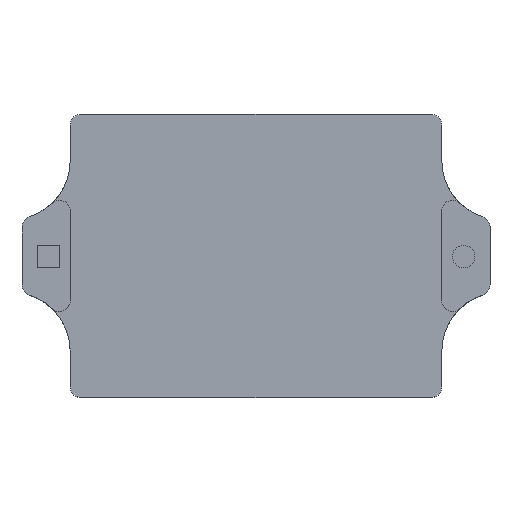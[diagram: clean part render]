
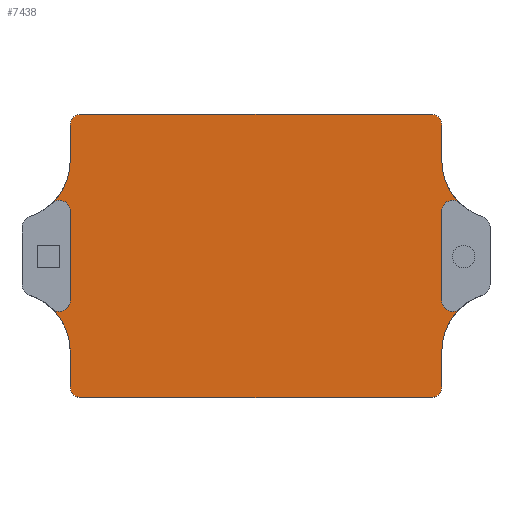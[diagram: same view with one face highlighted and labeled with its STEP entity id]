
A CAD part, top view. The second image highlights one B-rep face of the part: STEP entity #7438.
In plain terms, the highlighted planar face has unit normal (0, 0, 1).
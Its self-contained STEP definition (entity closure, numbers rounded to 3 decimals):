
#822=PLANE('',#7873);
#964=FACE_OUTER_BOUND('',#1382,.T.);
#1382=EDGE_LOOP('',(#5066,#5067,#5068,#5069,#5070,#5071,#5072,#5073,#5074,
#5075,#5076,#5077,#5078,#5079,#5080,#5081,#5082,#5083,#5084,#5085,#5086));
#1824=LINE('',#9109,#2440);
#1825=LINE('',#9113,#2441);
#1826=LINE('',#9119,#2442);
#1827=LINE('',#9121,#2443);
#1828=LINE('',#9123,#2444);
#1829=LINE('',#9127,#2445);
#1830=LINE('',#9131,#2446);
#1831=LINE('',#9135,#2447);
#1832=LINE('',#9141,#2448);
#1833=LINE('',#9146,#2449);
#2440=VECTOR('',#8086,10.);
#2441=VECTOR('',#8089,10.);
#2442=VECTOR('',#8094,10.);
#2443=VECTOR('',#8095,10.);
#2444=VECTOR('',#8096,10.);
#2445=VECTOR('',#8099,10.);
#2446=VECTOR('',#8102,10.);
#2447=VECTOR('',#8105,10.);
#2448=VECTOR('',#8110,10.);
#2449=VECTOR('',#8115,10.);
#3055=CIRCLE('',#7872,1.);
#3056=CIRCLE('',#7874,1.);
#3057=CIRCLE('',#7875,5.5);
#3058=CIRCLE('',#7876,1.);
#3059=CIRCLE('',#7877,5.5);
#3060=CIRCLE('',#7878,1.);
#3061=CIRCLE('',#7879,1.);
#3062=CIRCLE('',#7880,5.5);
#3063=CIRCLE('',#7881,1.);
#3064=CIRCLE('',#7882,1.);
#3065=CIRCLE('',#7883,5.5);
#3099=VERTEX_POINT('',#9102);
#3100=VERTEX_POINT('',#9104);
#3101=VERTEX_POINT('',#9108);
#3102=VERTEX_POINT('',#9110);
#3103=VERTEX_POINT('',#9112);
#3104=VERTEX_POINT('',#9114);
#3105=VERTEX_POINT('',#9116);
#3106=VERTEX_POINT('',#9118);
#3107=VERTEX_POINT('',#9120);
#3108=VERTEX_POINT('',#9122);
#3109=VERTEX_POINT('',#9124);
#3110=VERTEX_POINT('',#9126);
#3111=VERTEX_POINT('',#9128);
#3112=VERTEX_POINT('',#9130);
#3113=VERTEX_POINT('',#9132);
#3114=VERTEX_POINT('',#9134);
#3115=VERTEX_POINT('',#9136);
#3116=VERTEX_POINT('',#9138);
#3117=VERTEX_POINT('',#9140);
#3118=VERTEX_POINT('',#9142);
#3119=VERTEX_POINT('',#9144);
#3885=EDGE_CURVE('',#3099,#3100,#3055,.T.);
#3887=EDGE_CURVE('',#3101,#3099,#1824,.T.);
#3888=EDGE_CURVE('',#3102,#3101,#3056,.T.);
#3889=EDGE_CURVE('',#3103,#3102,#1825,.T.);
#3890=EDGE_CURVE('',#3103,#3104,#3057,.T.);
#3891=EDGE_CURVE('',#3104,#3105,#3058,.T.);
#3892=EDGE_CURVE('',#3106,#3105,#1826,.T.);
#3893=EDGE_CURVE('',#3106,#3107,#1827,.T.);
#3894=EDGE_CURVE('',#3107,#3108,#1828,.T.);
#3895=EDGE_CURVE('',#3108,#3109,#3059,.T.);
#3896=EDGE_CURVE('',#3110,#3109,#1829,.T.);
#3897=EDGE_CURVE('',#3111,#3110,#3060,.T.);
#3898=EDGE_CURVE('',#3112,#3111,#1830,.T.);
#3899=EDGE_CURVE('',#3113,#3112,#3061,.T.);
#3900=EDGE_CURVE('',#3114,#3113,#1831,.T.);
#3901=EDGE_CURVE('',#3114,#3115,#3062,.T.);
#3902=EDGE_CURVE('',#3115,#3116,#3063,.T.);
#3903=EDGE_CURVE('',#3117,#3116,#1832,.T.);
#3904=EDGE_CURVE('',#3118,#3117,#3064,.F.);
#3905=EDGE_CURVE('',#3118,#3119,#3065,.T.);
#3906=EDGE_CURVE('',#3100,#3119,#1833,.T.);
#5066=ORIENTED_EDGE('',*,*,#3885,.F.);
#5067=ORIENTED_EDGE('',*,*,#3887,.F.);
#5068=ORIENTED_EDGE('',*,*,#3888,.F.);
#5069=ORIENTED_EDGE('',*,*,#3889,.F.);
#5070=ORIENTED_EDGE('',*,*,#3890,.T.);
#5071=ORIENTED_EDGE('',*,*,#3891,.T.);
#5072=ORIENTED_EDGE('',*,*,#3892,.F.);
#5073=ORIENTED_EDGE('',*,*,#3893,.T.);
#5074=ORIENTED_EDGE('',*,*,#3894,.T.);
#5075=ORIENTED_EDGE('',*,*,#3895,.T.);
#5076=ORIENTED_EDGE('',*,*,#3896,.F.);
#5077=ORIENTED_EDGE('',*,*,#3897,.F.);
#5078=ORIENTED_EDGE('',*,*,#3898,.F.);
#5079=ORIENTED_EDGE('',*,*,#3899,.F.);
#5080=ORIENTED_EDGE('',*,*,#3900,.F.);
#5081=ORIENTED_EDGE('',*,*,#3901,.T.);
#5082=ORIENTED_EDGE('',*,*,#3902,.T.);
#5083=ORIENTED_EDGE('',*,*,#3903,.F.);
#5084=ORIENTED_EDGE('',*,*,#3904,.F.);
#5085=ORIENTED_EDGE('',*,*,#3905,.T.);
#5086=ORIENTED_EDGE('',*,*,#3906,.F.);
#7438=ADVANCED_FACE('',(#964),#822,.F.);
#7872=AXIS2_PLACEMENT_3D('',#9105,#8081,#8082);
#7873=AXIS2_PLACEMENT_3D('',#9107,#8084,#8085);
#7874=AXIS2_PLACEMENT_3D('',#9111,#8087,#8088);
#7875=AXIS2_PLACEMENT_3D('',#9115,#8090,#8091);
#7876=AXIS2_PLACEMENT_3D('',#9117,#8092,#8093);
#7877=AXIS2_PLACEMENT_3D('',#9125,#8097,#8098);
#7878=AXIS2_PLACEMENT_3D('',#9129,#8100,#8101);
#7879=AXIS2_PLACEMENT_3D('',#9133,#8103,#8104);
#7880=AXIS2_PLACEMENT_3D('',#9137,#8106,#8107);
#7881=AXIS2_PLACEMENT_3D('',#9139,#8108,#8109);
#7882=AXIS2_PLACEMENT_3D('',#9143,#8111,#8112);
#7883=AXIS2_PLACEMENT_3D('',#9145,#8113,#8114);
#8081=DIRECTION('center_axis',(0.,0.,-1.));
#8082=DIRECTION('ref_axis',(0.707,0.707,0.));
#8084=DIRECTION('center_axis',(0.,0.,-1.));
#8085=DIRECTION('ref_axis',(0.,1.,0.));
#8086=DIRECTION('',(1.,0.,0.));
#8087=DIRECTION('center_axis',(0.,0.,-1.));
#8088=DIRECTION('ref_axis',(-0.707,0.707,0.));
#8089=DIRECTION('',(0.,1.,0.));
#8090=DIRECTION('center_axis',(0.,0.,-1.));
#8091=DIRECTION('ref_axis',(1.,0.,0.));
#8092=DIRECTION('center_axis',(0.,0.,-1.));
#8093=DIRECTION('ref_axis',(0.392,0.92,0.));
#8094=DIRECTION('',(0.,1.,0.));
#8095=DIRECTION('',(-1.,0.,0.));
#8096=DIRECTION('',(0.,-1.,0.));
#8097=DIRECTION('center_axis',(0.,0.,-1.));
#8098=DIRECTION('ref_axis',(0.182,0.983,0.));
#8099=DIRECTION('',(0.,1.,0.));
#8100=DIRECTION('center_axis',(0.,0.,-1.));
#8101=DIRECTION('ref_axis',(-0.707,-0.707,0.));
#8102=DIRECTION('',(-1.,0.,0.));
#8103=DIRECTION('center_axis',(0.,0.,-1.));
#8104=DIRECTION('ref_axis',(0.707,-0.707,0.));
#8105=DIRECTION('',(0.,-1.,0.));
#8106=DIRECTION('center_axis',(0.,0.,-1.));
#8107=DIRECTION('ref_axis',(-1.,0.,0.));
#8108=DIRECTION('center_axis',(0.,0.,-1.));
#8109=DIRECTION('ref_axis',(-0.392,-0.92,0.));
#8110=DIRECTION('',(0.,-1.,0.));
#8111=DIRECTION('center_axis',(0.,0.,-1.));
#8112=DIRECTION('ref_axis',(-0.392,0.92,0.));
#8113=DIRECTION('center_axis',(0.,0.,-1.));
#8114=DIRECTION('ref_axis',(-0.182,-0.983,0.));
#8115=DIRECTION('',(0.,-1.,0.));
#9102=CARTESIAN_POINT('',(-5.5,26.46,3.1));
#9104=CARTESIAN_POINT('',(-4.5,25.46,3.1));
#9105=CARTESIAN_POINT('Origin',(-5.5,25.46,3.1));
#9107=CARTESIAN_POINT('Origin',(-21.86,13.38,3.1));
#9108=CARTESIAN_POINT('',(-38.22,26.46,3.1));
#9109=CARTESIAN_POINT('',(-30.54,26.46,3.1));
#9110=CARTESIAN_POINT('',(-39.22,25.46,3.1));
#9111=CARTESIAN_POINT('Origin',(-38.22,25.46,3.1));
#9112=CARTESIAN_POINT('',(-39.22,22.12,3.1));
#9113=CARTESIAN_POINT('',(-39.22,17.75,3.1));
#9114=CARTESIAN_POINT('',(-40.912,18.151,3.1));
#9115=CARTESIAN_POINT('Origin',(-44.72,22.12,3.1));
#9116=CARTESIAN_POINT('',(-39.22,17.43,3.1));
#9117=CARTESIAN_POINT('Origin',(-40.22,17.43,3.1));
#9118=CARTESIAN_POINT('',(-39.22,16.53,3.1));
#9119=CARTESIAN_POINT('',(-39.22,26.46,3.1));
#9120=CARTESIAN_POINT('',(-41.22,16.53,3.1));
#9121=CARTESIAN_POINT('',(-39.22,16.53,3.1));
#9122=CARTESIAN_POINT('',(-41.22,8.583,3.1));
#9123=CARTESIAN_POINT('',(-41.22,16.53,3.1));
#9124=CARTESIAN_POINT('',(-39.22,4.34,3.1));
#9125=CARTESIAN_POINT('Origin',(-44.72,4.34,3.1));
#9126=CARTESIAN_POINT('',(-39.22,1.,3.1));
#9127=CARTESIAN_POINT('',(-39.22,6.69,3.1));
#9128=CARTESIAN_POINT('',(-38.22,0.,3.1));
#9129=CARTESIAN_POINT('Origin',(-38.22,1.,3.1));
#9130=CARTESIAN_POINT('',(-5.5,0.,3.1));
#9131=CARTESIAN_POINT('',(-13.18,0.,3.1));
#9132=CARTESIAN_POINT('',(-4.5,1.,3.1));
#9133=CARTESIAN_POINT('Origin',(-5.5,1.,3.1));
#9134=CARTESIAN_POINT('',(-4.5,4.34,3.1));
#9135=CARTESIAN_POINT('',(-4.5,8.86,3.1));
#9136=CARTESIAN_POINT('',(-2.808,8.309,3.1));
#9137=CARTESIAN_POINT('Origin',(1.,4.34,3.1));
#9138=CARTESIAN_POINT('',(-4.5,9.03,3.1));
#9139=CARTESIAN_POINT('Origin',(-3.5,9.03,3.1));
#9140=CARTESIAN_POINT('',(-4.5,17.43,3.1));
#9141=CARTESIAN_POINT('',(-4.5,0.,3.1));
#9142=CARTESIAN_POINT('',(-2.808,18.151,3.1));
#9143=CARTESIAN_POINT('Origin',(-3.5,17.43,3.1));
#9144=CARTESIAN_POINT('',(-4.5,22.12,3.1));
#9145=CARTESIAN_POINT('Origin',(1.,22.12,3.1));
#9146=CARTESIAN_POINT('',(-4.5,19.92,3.1));
